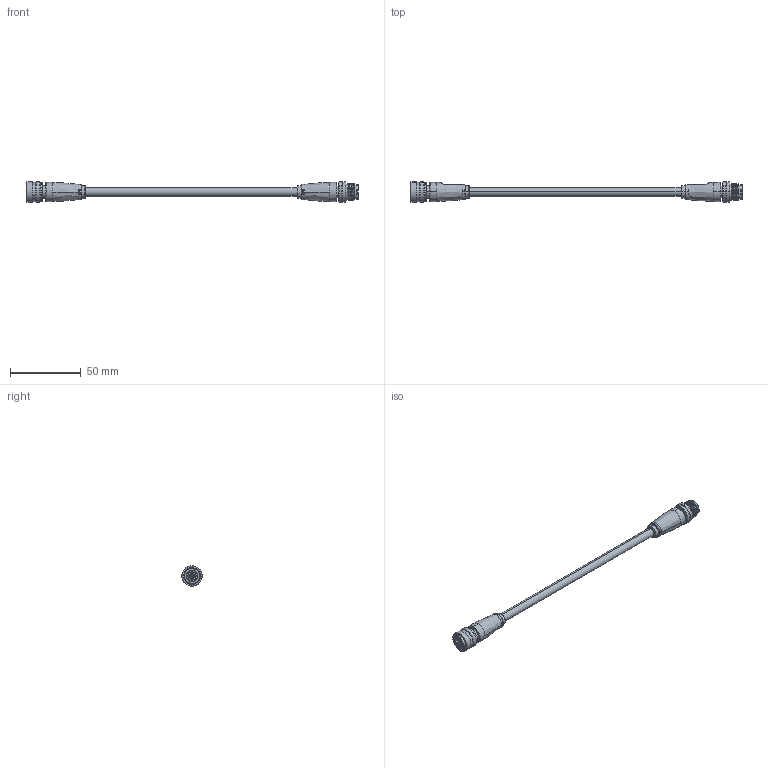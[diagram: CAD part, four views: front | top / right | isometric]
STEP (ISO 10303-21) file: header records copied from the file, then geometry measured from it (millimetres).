
FILE_DESCRIPTION (( 'STEP AP203' ), '1' );
FILE_NAME ('10-04520__revA.STEP', '2022-01-14T18:11:05', ( '' ), ( '' ), 'SwSTEP 2.0', 'SolidWorks 2021', '' );
FILE_SCHEMA (( 'CONFIG_CONTROL_DESIGN' ));
Length unit declared in the file: millimetre
Products named in the file (12): 30-01666_blunt cut; 10-04520__revA; 50-00960-02_STEP; 24-00349_Wire O6.8 mm; 50-00953-04___; 50-00960_STEP; 50-00953-01___; 50-00960-03___; 50-00960-01___; 50-00953_STEP; 50-00953-02_STEP; 50-00953-03___
Assembly tree (20 placements, depth 3):
  10-04520__revA
    30-01666_blunt cut
    24-00349_Wire O6.8 mm  x2
    50-00953_STEP
      50-00953-01___
      50-00953-02_STEP
      50-00953-03___  x5
      50-00953-04___
    50-00960_STEP
      50-00960-01___
      50-00960-02_STEP
      50-00960-03___  x5
Bounding box: 235.2 x 14.5 x 14.5 mm (x, y, z)
Volume: 13929.3 mm3; surface area: 40352.1 mm2
Topology: 110 solids, 110 shells, 1624 faces, 3720 edges, 2374 vertices
Faces by surface type: cylinder 726, plane 515, torus 152, bspline 123, cone 98, sphere 10
Entity records: 34751 total; most frequent: CARTESIAN_POINT 9908, DIRECTION 5176, ORIENTED_EDGE 4498, EDGE_CURVE 2249, AXIS2_PLACEMENT_3D 2170, VERTEX_POINT 1465, EDGE_LOOP 1276, CIRCLE 1175
